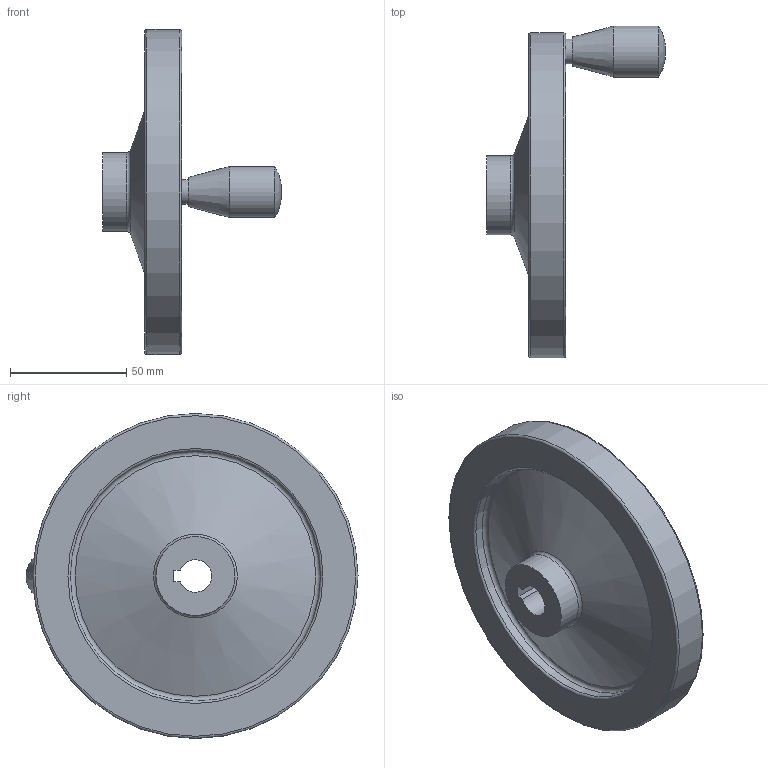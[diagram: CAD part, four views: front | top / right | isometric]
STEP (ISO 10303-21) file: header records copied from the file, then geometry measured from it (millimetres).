
FILE_DESCRIPTION( ( 'STEP AP214' ), '1' );
FILE_NAME( 'K0161.51140X14.stp', '2020-11-26T10:21:22', ( '' ), ( '' ), ' ', 'PARTsolutions', ' ' );
FILE_SCHEMA( ( 'AUTOMOTIVE_DESIGN { 1 0 10303 214 1 1 1 1 }' ) );
Length unit declared in the file: millimetre
Products named in the file (1): _K0161.51140X14
Bounding box: 76.9 x 142.96 x 140 mm (x, y, z)
Volume: 172750.1 mm3; surface area: 46278.7 mm2
Topology: 1 solids, 1 shells, 27 faces, 54 edges, 32 vertices
Faces by surface type: plane 8, cylinder 8, torus 7, cone 3, bspline 1
Full cylindrical faces by diameter (mm): 10.56 x1, 22 x1, 34 x2, 103.6 x1, 107.87 x1, 140 x1
Entity records: 851 total; most frequent: CARTESIAN_POINT 120, DIRECTION 112, ORIENTED_EDGE 68, AXIS2_PLACEMENT_3D 51, EDGE_LOOP 50, FACE_OUTER_BOUND 41, EDGE_CURVE 34, VERTEX_POINT 31
